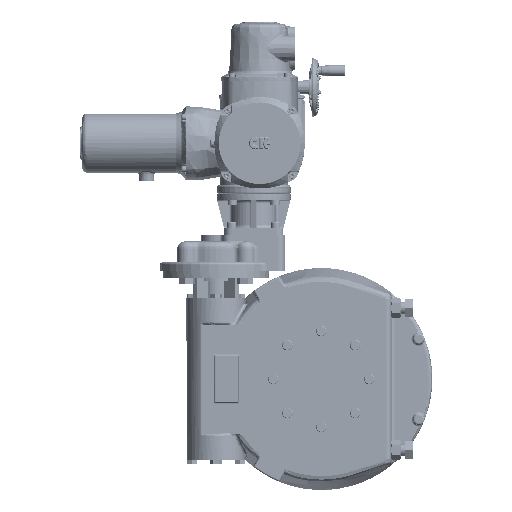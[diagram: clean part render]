
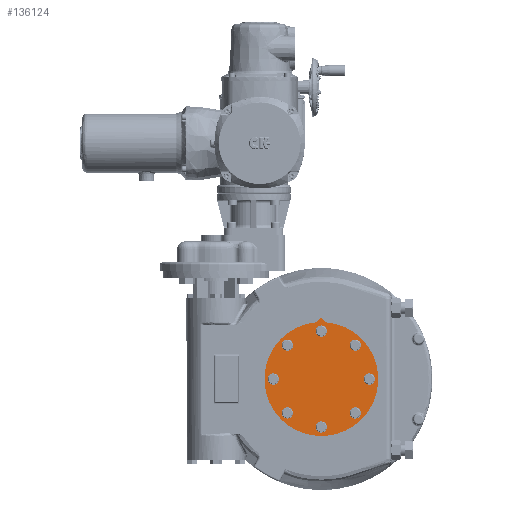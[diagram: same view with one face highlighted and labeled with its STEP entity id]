
A CAD part, left-side view. The second image highlights one B-rep face of the part: STEP entity #136124.
In plain terms, the highlighted planar face has unit normal (-1, 0, 0).
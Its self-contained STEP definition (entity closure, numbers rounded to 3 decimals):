
#9324=LINE('',#180848,#15139);
#9326=LINE('',#180851,#15141);
#15139=VECTOR('',#152303,1000.);
#15141=VECTOR('',#152307,1000.);
#23571=ORIENTED_EDGE('',*,*,#50093,.F.);
#23572=ORIENTED_EDGE('',*,*,#50094,.F.);
#23573=ORIENTED_EDGE('',*,*,#50095,.F.);
#23574=ORIENTED_EDGE('',*,*,#50096,.F.);
#23575=ORIENTED_EDGE('',*,*,#50097,.F.);
#23576=ORIENTED_EDGE('',*,*,#50098,.F.);
#23577=ORIENTED_EDGE('',*,*,#50099,.F.);
#23578=ORIENTED_EDGE('',*,*,#50100,.F.);
#23579=ORIENTED_EDGE('',*,*,#50086,.T.);
#23580=ORIENTED_EDGE('',*,*,#50090,.T.);
#23581=ORIENTED_EDGE('',*,*,#50092,.T.);
#50086=EDGE_CURVE('',#63525,#63524,#71782,.T.);
#50090=EDGE_CURVE('',#63524,#63527,#9324,.T.);
#50092=EDGE_CURVE('',#63527,#63525,#9326,.T.);
#50093=EDGE_CURVE('',#63528,#63528,#71783,.T.);
#50094=EDGE_CURVE('',#63529,#63529,#71784,.T.);
#50095=EDGE_CURVE('',#63530,#63530,#71785,.T.);
#50096=EDGE_CURVE('',#63531,#63531,#71786,.T.);
#50097=EDGE_CURVE('',#63532,#63532,#71787,.T.);
#50098=EDGE_CURVE('',#63533,#63533,#71788,.T.);
#50099=EDGE_CURVE('',#63534,#63534,#71789,.T.);
#50100=EDGE_CURVE('',#63535,#63535,#71790,.T.);
#63524=VERTEX_POINT('',#180839);
#63525=VERTEX_POINT('',#180841);
#63527=VERTEX_POINT('',#180847);
#63528=VERTEX_POINT('',#180854);
#63529=VERTEX_POINT('',#180856);
#63530=VERTEX_POINT('',#180858);
#63531=VERTEX_POINT('',#180860);
#63532=VERTEX_POINT('',#180862);
#63533=VERTEX_POINT('',#180864);
#63534=VERTEX_POINT('',#180866);
#63535=VERTEX_POINT('',#180868);
#71782=CIRCLE('',#142757,96.25);
#71783=CIRCLE('',#142761,9.5);
#71784=CIRCLE('',#142762,9.5);
#71785=CIRCLE('',#142763,9.5);
#71786=CIRCLE('',#142764,9.5);
#71787=CIRCLE('',#142765,9.5);
#71788=CIRCLE('',#142766,9.5);
#71789=CIRCLE('',#142767,9.5);
#71790=CIRCLE('',#142768,9.5);
#75398=EDGE_LOOP('',(#23571));
#75399=EDGE_LOOP('',(#23572));
#75400=EDGE_LOOP('',(#23573));
#75401=EDGE_LOOP('',(#23574));
#75402=EDGE_LOOP('',(#23575));
#75403=EDGE_LOOP('',(#23576));
#75404=EDGE_LOOP('',(#23577));
#75405=EDGE_LOOP('',(#23578));
#75406=EDGE_LOOP('',(#23579,#23580,#23581));
#82608=FACE_BOUND('',#75398,.T.);
#82609=FACE_BOUND('',#75399,.T.);
#82610=FACE_BOUND('',#75400,.T.);
#82611=FACE_BOUND('',#75401,.T.);
#82612=FACE_BOUND('',#75402,.T.);
#82613=FACE_BOUND('',#75403,.T.);
#82614=FACE_BOUND('',#75404,.T.);
#82615=FACE_BOUND('',#75405,.T.);
#82616=FACE_BOUND('',#75406,.T.);
#89333=PLANE('',#142760);
#136124=ADVANCED_FACE('',(#82608,#82609,#82610,#82611,#82612,#82613,#82614,
#82615,#82616),#89333,.T.);
#142757=AXIS2_PLACEMENT_3D('',#180840,#152296,#152297);
#142760=AXIS2_PLACEMENT_3D('',#180852,#152308,#152309);
#142761=AXIS2_PLACEMENT_3D('',#180853,#152310,#152311);
#142762=AXIS2_PLACEMENT_3D('',#180855,#152312,#152313);
#142763=AXIS2_PLACEMENT_3D('',#180857,#152314,#152315);
#142764=AXIS2_PLACEMENT_3D('',#180859,#152316,#152317);
#142765=AXIS2_PLACEMENT_3D('',#180861,#152318,#152319);
#142766=AXIS2_PLACEMENT_3D('',#180863,#152320,#152321);
#142767=AXIS2_PLACEMENT_3D('',#180865,#152322,#152323);
#142768=AXIS2_PLACEMENT_3D('',#180867,#152324,#152325);
#152296=DIRECTION('',(-1.,0.,0.));
#152297=DIRECTION('',(0.,0.,1.));
#152303=DIRECTION('',(0.,0.707,0.707));
#152307=DIRECTION('',(0.,0.707,-0.707));
#152308=DIRECTION('',(-1.,0.,0.));
#152309=DIRECTION('',(0.,0.,1.));
#152310=DIRECTION('',(-1.,0.,0.));
#152311=DIRECTION('',(0.,-1.,0.));
#152312=DIRECTION('',(-1.,0.,0.));
#152313=DIRECTION('',(0.,-1.,0.));
#152314=DIRECTION('',(-1.,0.,0.));
#152315=DIRECTION('',(0.,-1.,0.));
#152316=DIRECTION('',(-1.,0.,0.));
#152317=DIRECTION('',(0.,-1.,0.));
#152318=DIRECTION('',(-1.,0.,0.));
#152319=DIRECTION('',(0.,-1.,0.));
#152320=DIRECTION('',(-1.,0.,0.));
#152321=DIRECTION('',(0.,-1.,0.));
#152322=DIRECTION('',(-1.,0.,0.));
#152323=DIRECTION('',(0.,-1.,0.));
#152324=DIRECTION('',(-1.,0.,0.));
#152325=DIRECTION('',(0.,-1.,0.));
#180839=CARTESIAN_POINT('',(-54.15,-122.068,-324.883));
#180840=CARTESIAN_POINT('',(-54.15,-114.25,-420.815));
#180841=CARTESIAN_POINT('',(-54.15,-106.432,-324.883));
#180847=CARTESIAN_POINT('',(-54.15,-114.25,-317.065));
#180848=CARTESIAN_POINT('',(-54.15,-122.068,-324.883));
#180851=CARTESIAN_POINT('',(-54.15,-114.25,-317.065));
#180852=CARTESIAN_POINT('',(-54.15,-114.25,-420.815));
#180853=CARTESIAN_POINT('',(-54.15,-56.974,-363.539));
#180854=CARTESIAN_POINT('',(-54.15,-66.474,-363.539));
#180855=CARTESIAN_POINT('',(-54.15,-171.526,-363.539));
#180856=CARTESIAN_POINT('',(-54.15,-181.026,-363.539));
#180857=CARTESIAN_POINT('',(-54.15,-171.526,-478.091));
#180858=CARTESIAN_POINT('',(-54.15,-181.026,-478.091));
#180859=CARTESIAN_POINT('',(-54.15,-56.974,-478.091));
#180860=CARTESIAN_POINT('',(-54.15,-66.474,-478.091));
#180861=CARTESIAN_POINT('',(-54.15,-114.25,-501.815));
#180862=CARTESIAN_POINT('',(-54.15,-123.75,-501.815));
#180863=CARTESIAN_POINT('',(-54.15,-195.25,-420.815));
#180864=CARTESIAN_POINT('',(-54.15,-204.75,-420.815));
#180865=CARTESIAN_POINT('',(-54.15,-114.25,-339.815));
#180866=CARTESIAN_POINT('',(-54.15,-123.75,-339.815));
#180867=CARTESIAN_POINT('',(-54.15,-33.25,-420.815));
#180868=CARTESIAN_POINT('',(-54.15,-42.75,-420.815));
